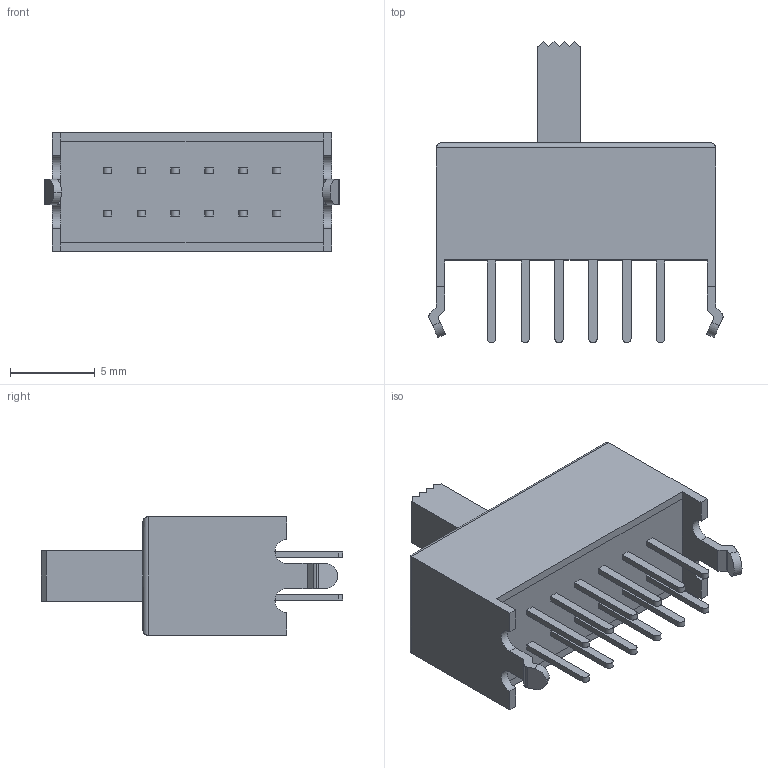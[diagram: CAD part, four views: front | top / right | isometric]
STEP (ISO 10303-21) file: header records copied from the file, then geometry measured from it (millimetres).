
FILE_DESCRIPTION (( 'STEP AP214' ), '1' );
FILE_NAME ('SSSF040800.STEP', '2011-04-04T05:06:46', ( '' ), ( '' ), 'SwSTEP 2.0', 'SolidWorks 2007', '' );
FILE_SCHEMA (( 'AUTOMOTIVE_DESIGN' ));
Length unit declared in the file: millimetre
Products named in the file (1): SSSF040800
Bounding box: 17.38 x 17.8 x 7 mm (x, y, z)
Volume: 859.1 mm3; surface area: 801.3 mm2
Topology: 1 solids, 1 shells, 125 faces, 326 edges, 216 vertices
Faces by surface type: plane 92, cylinder 33
Entity records: 4665 total; most frequent: CARTESIAN_POINT 680, ORIENTED_EDGE 652, DIRECTION 632, EDGE_CURVE 326, VECTOR 264, LINE 264, VERTEX_POINT 216, AXIS2_PLACEMENT_3D 184
